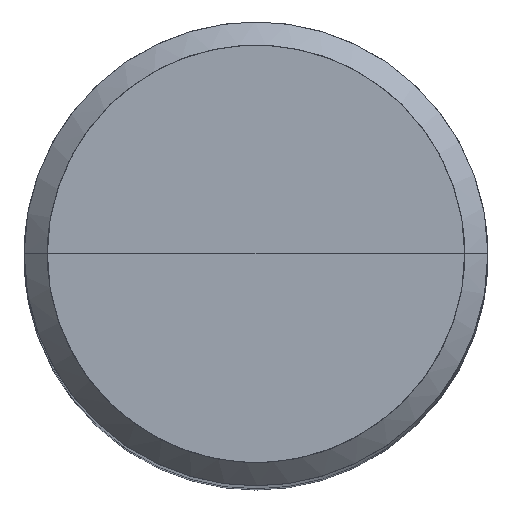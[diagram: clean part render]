
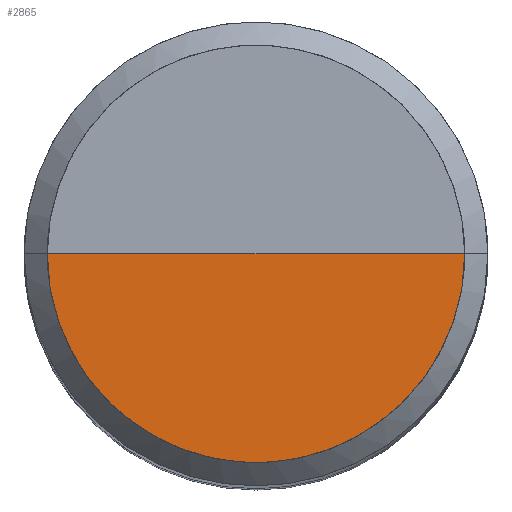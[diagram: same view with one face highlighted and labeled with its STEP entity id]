
A CAD part, top view. The second image highlights one B-rep face of the part: STEP entity #2865.
In plain terms, the highlighted free-form (B-spline) face has degree [1, 2] with [2, 5] control points.
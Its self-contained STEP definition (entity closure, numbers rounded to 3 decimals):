
#2510=CARTESIAN_POINT('',(9.0,0.0,64.0));
#2514=CARTESIAN_POINT('',(-9.0,0.0,64.0));
#2515=CARTESIAN_POINT('',(0.0,0.0,64.0));
#2522=CARTESIAN_POINT('',(-9.0,-9.0,64.0));
#2523=CARTESIAN_POINT('',(0.0,-9.0,64.0));
#2524=CARTESIAN_POINT('',(9.0,-9.0,64.0));
#2850=(
BOUNDED_SURFACE()
B_SPLINE_SURFACE(1,2,(
(#2514,#2522,#2523,#2524,#2510),
(#2515,#2515,#2515,#2515,#2515)
), .UNSPECIFIED.,.F.,.F.,.F.)
B_SPLINE_SURFACE_WITH_KNOTS((2,2),(3,2,3),(
0.0,1.0),(
0.0,0.5,1.0), .UNSPECIFIED.)
GEOMETRIC_REPRESENTATION_ITEM()
RATIONAL_B_SPLINE_SURFACE(((1.0,0.707,1.0,0.707,1.0),
(1.0,0.707,1.0,0.707,1.0)
))
REPRESENTATION_ITEM('')
SURFACE()
);
#2851=(
BOUNDED_CURVE()
B_SPLINE_CURVE(2,(#2510,#2524,#2523,#2522,#2514),.UNSPECIFIED.,.F.,.F.)
B_SPLINE_CURVE_WITH_KNOTS((3,2,3),
(0.0,0.5,1.0),.UNSPECIFIED.)
CURVE()
GEOMETRIC_REPRESENTATION_ITEM()
RATIONAL_B_SPLINE_CURVE((1.0,0.707,1.0,0.707,1.0))
REPRESENTATION_ITEM('')
);
#2852=(
BOUNDED_CURVE()
B_SPLINE_CURVE(1,(#2514,#2515),.UNSPECIFIED.,.F.,.F.)
B_SPLINE_CURVE_WITH_KNOTS((2,2),
(0.0,1.0),.UNSPECIFIED.)
CURVE()
GEOMETRIC_REPRESENTATION_ITEM()
RATIONAL_B_SPLINE_CURVE((1.0,1.0))
REPRESENTATION_ITEM('')
);
#2853=(
BOUNDED_CURVE()
B_SPLINE_CURVE(1,(#2515,#2510),.UNSPECIFIED.,.F.,.F.)
B_SPLINE_CURVE_WITH_KNOTS((2,2),
(0.0,1.0),.UNSPECIFIED.)
CURVE()
GEOMETRIC_REPRESENTATION_ITEM()
RATIONAL_B_SPLINE_CURVE((1.0,1.0))
REPRESENTATION_ITEM('')
);
#2854=VERTEX_POINT('',#2510);
#2855=VERTEX_POINT('',#2514);
#2856=VERTEX_POINT('',#2515);
#2857=EDGE_CURVE('',#2854,#2855,#2851,.T.);
#2858=EDGE_CURVE('',#2855,#2856,#2852,.T.);
#2859=EDGE_CURVE('',#2856,#2854,#2853,.T.);
#2860=ORIENTED_EDGE('',*,*,#2857,.T.);
#2861=ORIENTED_EDGE('',*,*,#2858,.T.);
#2862=ORIENTED_EDGE('',*,*,#2859,.T.);
#2863=EDGE_LOOP('',(#2860,#2861,#2862));
#2864=FACE_OUTER_BOUND('',#2863,.T.);
#2865=ADVANCED_FACE('',(#2864),#2850,.T.);
